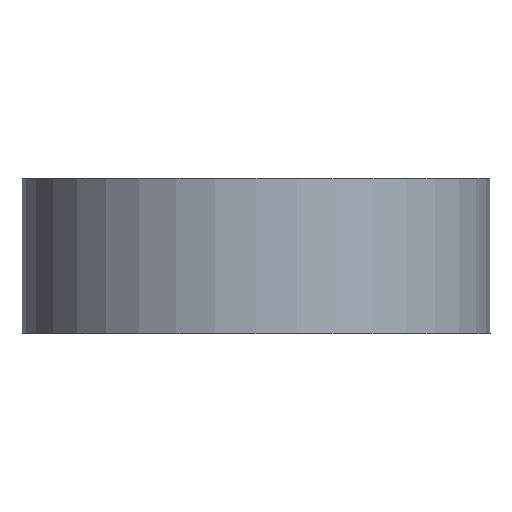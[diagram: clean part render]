
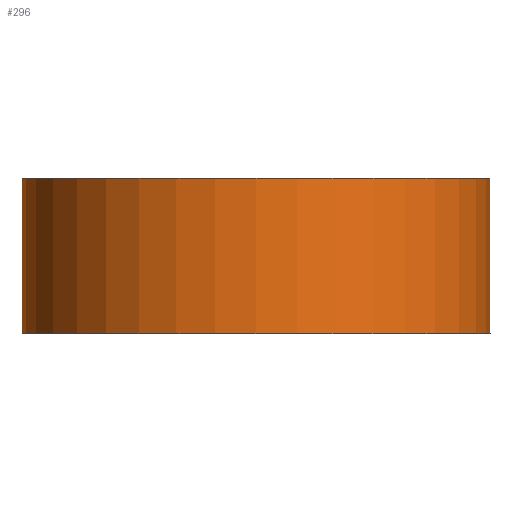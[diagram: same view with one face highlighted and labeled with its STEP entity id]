
A CAD part, left-side view. The second image highlights one B-rep face of the part: STEP entity #296.
In plain terms, the highlighted cylindrical face has radius 19.05 mm (diameter 38.1 mm), a partial arc.
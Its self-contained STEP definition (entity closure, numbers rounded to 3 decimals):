
#26 = DIRECTION ( 'NONE',  ( 1., 0., 0. ) ) ;
#27 = VERTEX_POINT ( 'NONE', #138 ) ;
#31 = EDGE_CURVE ( 'NONE', #175, #505, #246, .T. ) ;
#40 = CARTESIAN_POINT ( 'NONE',  ( -37.5, 19.05, -12.7 ) ) ;
#71 = FACE_OUTER_BOUND ( 'NONE', #284, .T. ) ;
#78 = AXIS2_PLACEMENT_3D ( 'NONE', #616, #321, #90 ) ;
#90 = DIRECTION ( 'NONE',  ( 1., 0., 0. ) ) ;
#118 = AXIS2_PLACEMENT_3D ( 'NONE', #421, #483, #26 ) ;
#138 = CARTESIAN_POINT ( 'NONE',  ( -37.5, -19.05, -12.7 ) ) ;
#153 = AXIS2_PLACEMENT_3D ( 'NONE', #586, #333, #189 ) ;
#175 = VERTEX_POINT ( 'NONE', #563 ) ;
#189 = DIRECTION ( 'NONE',  ( 1., 0., 0. ) ) ;
#197 = CIRCLE ( 'NONE', #78, 19.05 ) ;
#206 = CARTESIAN_POINT ( 'NONE',  ( -37.5, 19.05, 0. ) ) ;
#238 = DIRECTION ( 'NONE',  ( 0., 0., 1. ) ) ;
#246 = LINE ( 'NONE', #40, #342 ) ;
#249 = LINE ( 'NONE', #451, #469 ) ;
#284 = EDGE_LOOP ( 'NONE', ( #537, #540, #409, #403 ) ) ;
#296 = ADVANCED_FACE ( 'NONE', ( #71 ), #430, .T. ) ;
#321 = DIRECTION ( 'NONE',  ( 0., 0., 1. ) ) ;
#333 = DIRECTION ( 'NONE',  ( 0., 0., 1. ) ) ;
#342 = VECTOR ( 'NONE', #238, 1000. ) ;
#361 = DIRECTION ( 'NONE',  ( 0., 0., 1. ) ) ;
#369 = EDGE_CURVE ( 'NONE', #505, #452, #197, .T. ) ;
#387 = EDGE_CURVE ( 'NONE', #175, #27, #591, .T. ) ;
#403 = ORIENTED_EDGE ( 'NONE', *, *, #495, .T. ) ;
#409 = ORIENTED_EDGE ( 'NONE', *, *, #387, .T. ) ;
#421 = CARTESIAN_POINT ( 'NONE',  ( -37.5, 0., -12.7 ) ) ;
#430 = CYLINDRICAL_SURFACE ( 'NONE', #118, 19.05 ) ;
#451 = CARTESIAN_POINT ( 'NONE',  ( -37.5, -19.05, -12.7 ) ) ;
#452 = VERTEX_POINT ( 'NONE', #549 ) ;
#469 = VECTOR ( 'NONE', #361, 1000. ) ;
#483 = DIRECTION ( 'NONE',  ( 0., 0., 1. ) ) ;
#495 = EDGE_CURVE ( 'NONE', #27, #452, #249, .T. ) ;
#505 = VERTEX_POINT ( 'NONE', #206 ) ;
#537 = ORIENTED_EDGE ( 'NONE', *, *, #369, .F. ) ;
#540 = ORIENTED_EDGE ( 'NONE', *, *, #31, .F. ) ;
#549 = CARTESIAN_POINT ( 'NONE',  ( -37.5, -19.05, 0. ) ) ;
#563 = CARTESIAN_POINT ( 'NONE',  ( -37.5, 19.05, -12.7 ) ) ;
#586 = CARTESIAN_POINT ( 'NONE',  ( -37.5, 0., -12.7 ) ) ;
#591 = CIRCLE ( 'NONE', #153, 19.05 ) ;
#616 = CARTESIAN_POINT ( 'NONE',  ( -37.5, 0., 0. ) ) ;
